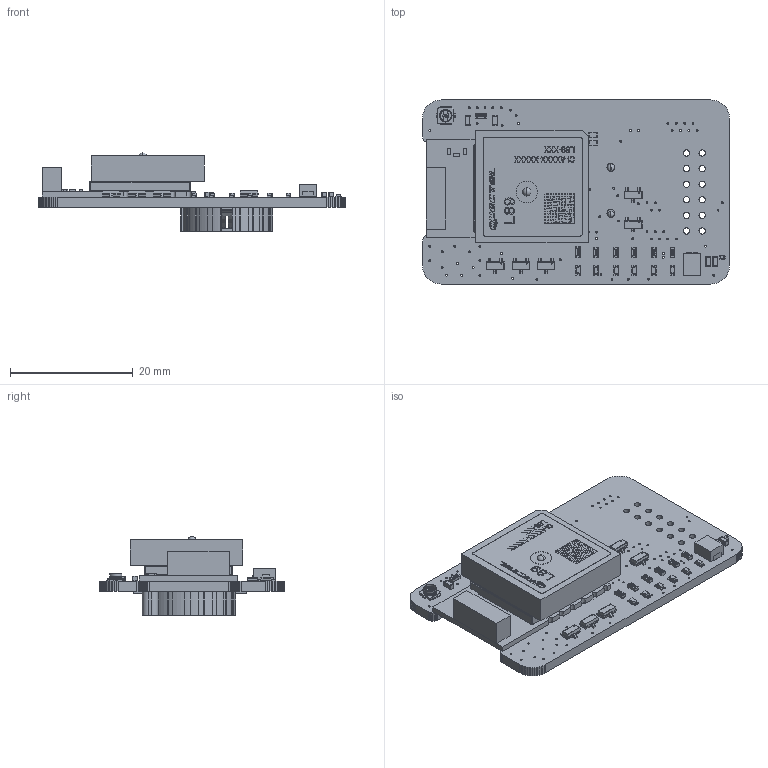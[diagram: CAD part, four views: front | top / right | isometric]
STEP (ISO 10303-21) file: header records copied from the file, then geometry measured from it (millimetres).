
FILE_DESCRIPTION(('PCB Model'),'2;1');
FILE_NAME('EVE L89_Breakout.STEP','2021-09-21T14:47:41',('pritesh'),('Unspecified'), 'Open CASCADE STEP processor 6.8','Proteus','Unknown');
FILE_SCHEMA(('AUTOMOTIVE_DESIGN { 1 0 10303 214 1 1 1 1 }'));
Length unit declared in the file: millimetre
Products named in the file (113): Open CASCADE STEP translator 6.8 8; Layer_1; U2; Open CASCADE STEP translator 6.8 8.2.1; Body_1; L89_PCB; L89-COVER; TAINXIAN-1; TIANXIAN-2; CAPACITY_1_0-5_0-35; L89_LABLE; C7; Open CASCADE STEP translator 6.8 8.3.1; Part_3; Part_2; Part_1; C8; Open CASCADE STEP translator 6.8 8.4.1; R16; Open CASCADE STEP translator 6.8 8.5.1; =>[0:1:1:3]; =>[0:1:1:4]; =>[0:1:1:5]; =>[0:1:1:6]; UFL; Open CASCADE STEP translator 6.8 8.6.1; =>[0:1:1:7]; GEO; Open CASCADE STEP translator 6.8 8.7.1; SHELL; PWR; Open CASCADE STEP translator 6.8 8.8.1; R1; Open CASCADE STEP translator 6.8 8.9.1; R3; Open CASCADE STEP translator 6.8 8.10.1; JAM; Open CASCADE STEP translator 6.8 8.11.1; R2; Open CASCADE STEP translator 6.8 8.12.1 ...
Assembly tree (145 placements, depth 6):
  Open CASCADE STEP translator 6.8 8
    Layer_1
    U2
      Open CASCADE STEP translator 6.8 8.2.1
        Body_1
          L89_PCB
          L89-COVER
          TAINXIAN-1
          TIANXIAN-2
          CAPACITY_1_0-5_0-35  x3
          L89_LABLE
    C7
      Open CASCADE STEP translator 6.8 8.3.1
        Body_1
          Part_3
          Part_2
          Part_1
    C8
      Open CASCADE STEP translator 6.8 8.4.1
        Body_1
          Part_3
          Part_2
          Part_1
    R16
      Open CASCADE STEP translator 6.8 8.5.1
        Body_1
          =>[0:1:1:3]
          =>[0:1:1:4]
          =>[0:1:1:5]
          =>[0:1:1:6]
    UFL
      Open CASCADE STEP translator 6.8 8.6.1
        Body_1
          =>[0:1:1:3]
          =>[0:1:1:4]
          =>[0:1:1:5]
          =>[0:1:1:6]
          =>[0:1:1:7]
    GEO
      Open CASCADE STEP translator 6.8 8.7.1
        Body_1
          SHELL
          (unnamed)
          (unnamed)
          (unnamed)
          (unnamed)
    PWR
      Open CASCADE STEP translator 6.8 8.8.1
        Body_1
          SHELL
          (unnamed)
          (unnamed)
          (unnamed)
          (unnamed)
    R1
      Open CASCADE STEP translator 6.8 8.9.1
        Body_1
          =>[0:1:1:3]
          =>[0:1:1:4]
          =>[0:1:1:5]
Bounding box: 50 x 30 x 12.83 mm (x, y, z)
Volume: 4437.6 mm3; surface area: 7765.5 mm2
Topology: 117 solids, 123 shells, 3655 faces, 9358 edges, 6020 vertices
Faces by surface type: plane 2625, cylinder 627, bspline 291, sphere 52, extrusion 46, cone 8, torus 6
Entity records: 84622 total; most frequent: CARTESIAN_POINT 16515, ORIENTED_EDGE 12446, DIRECTION 11540, EDGE_CURVE 6224, VECTOR 5150, LINE 5104, VERTEX_POINT 4066, AXIS2_PLACEMENT_3D 3195
